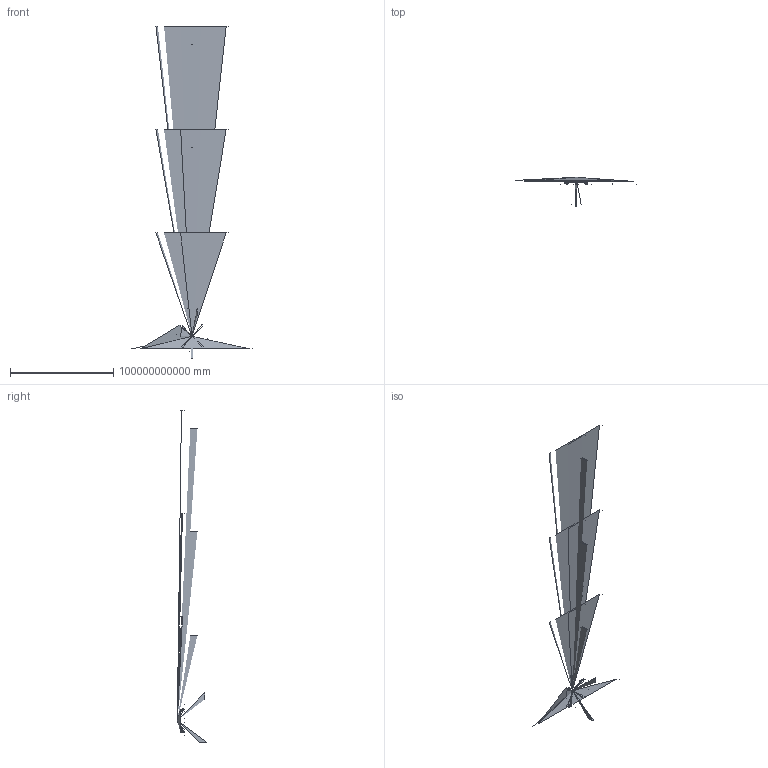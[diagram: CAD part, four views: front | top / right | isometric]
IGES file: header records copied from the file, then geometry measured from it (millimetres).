
Start section: C
Global section: file name: MHR5.igs; native system: By Siemens PLM Incorporated; preprocessor: XPlus GENERIC/IGES 18.0.17; author: Author; organization: Title; date: 20160513.080401; units: millimetre
Bounding box: 116000000000 x 28430175365.5 x 320831123895.53 mm (x, y, z)
Volume: 18848794001039.2 mm3; surface area: 76238.1 mm2
Topology: 6 solids, 30 shells, 175 faces, 453 edges, 346 vertices
Faces by surface type: bspline 175
